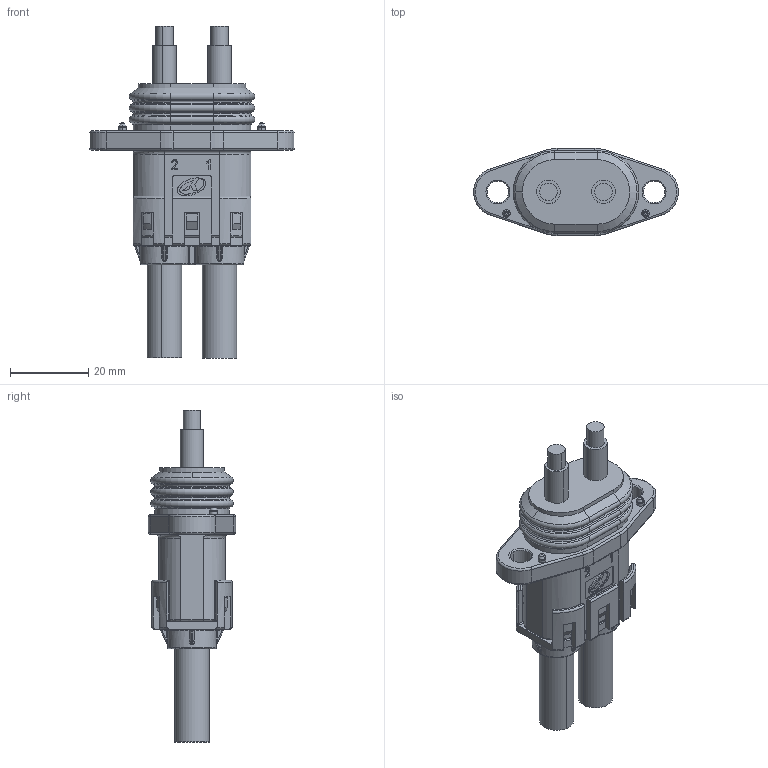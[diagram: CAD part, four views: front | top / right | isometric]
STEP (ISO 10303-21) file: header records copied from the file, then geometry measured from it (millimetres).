
FILE_DESCRIPTION (( 'STEP AP214' ), '1' );
FILE_NAME ('YG196-537-A-10¿Í»§°æ.STEP', '2024-09-26T03:12:20', ( '' ), ( '' ), 'SwSTEP 2.0', 'SolidWorks 2023', '' );
FILE_SCHEMA (( 'AUTOMOTIVE_DESIGN' ));
Length unit declared in the file: millimetre
Products named in the file (1): YG196-537-A-10客户版
Bounding box: 52.46 x 22.3 x 85 mm (x, y, z)
Volume: 27397 mm3; surface area: 9358.1 mm2
Topology: 1 solids, 3 shells, 656 faces, 1682 edges, 1042 vertices
Faces by surface type: plane 300, cylinder 168, torus 91, bspline 45, cone 36, sphere 16
Entity records: 21166 total; most frequent: CARTESIAN_POINT 5339, ORIENTED_EDGE 3360, DIRECTION 3295, EDGE_CURVE 1680, AXIS2_PLACEMENT_3D 1148, VERTEX_POINT 1042, VECTOR 999, LINE 999
